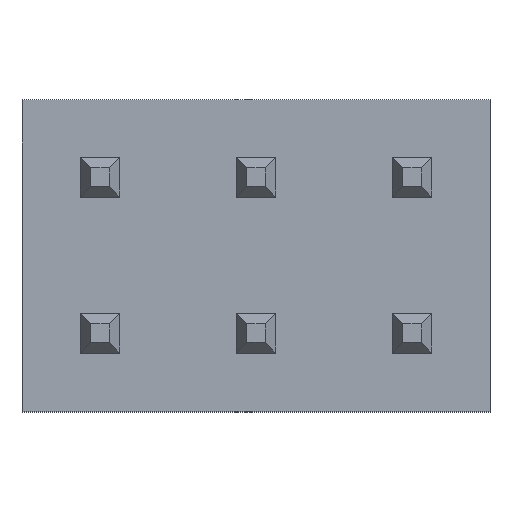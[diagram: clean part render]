
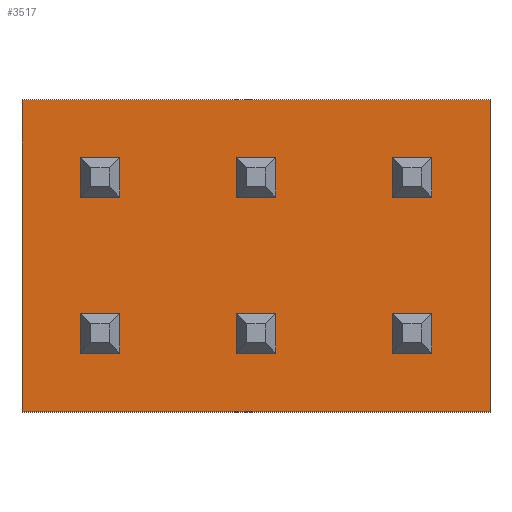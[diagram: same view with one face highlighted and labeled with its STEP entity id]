
A CAD part, top view. The second image highlights one B-rep face of the part: STEP entity #3517.
In plain terms, the highlighted planar face has unit normal (0, 0, 1).
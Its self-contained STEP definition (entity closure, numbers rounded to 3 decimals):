
#3392 = CARTESIAN_POINT ( 'NONE',  ( 6.35, 3.81, 2.54 ) ) ;
#3393 = VERTEX_POINT ( 'NONE', #3392 ) ;
#3400 = CARTESIAN_POINT ( 'NONE',  ( 6.35, -1.27, 2.54 ) ) ;
#3401 = VERTEX_POINT ( 'NONE', #3400 ) ;
#3402 = CARTESIAN_POINT ( 'NONE',  ( 6.35, -1.27, 2.54 ) ) ;
#3403 = DIRECTION ( 'NONE',  ( 0., 1., 0. ) ) ;
#3404 = VECTOR ( 'NONE', #3403, 1000. ) ;
#3405 = LINE ( 'NONE', #3402, #3404 ) ;
#3406 = EDGE_CURVE ( 'NONE', #3401, #3393, #3405, .T. ) ;
#3430 = CARTESIAN_POINT ( 'NONE',  ( -1.27, 3.81, 2.54 ) ) ;
#3431 = VERTEX_POINT ( 'NONE', #3430 ) ;
#3438 = CARTESIAN_POINT ( 'NONE',  ( -1.27, 3.81, 2.54 ) ) ;
#3439 = DIRECTION ( 'NONE',  ( -1., 0., 0. ) ) ;
#3440 = VECTOR ( 'NONE', #3439, 1000. ) ;
#3441 = LINE ( 'NONE', #3438, #3440 ) ;
#3442 = EDGE_CURVE ( 'NONE', #3393, #3431, #3441, .T. ) ;
#3461 = CARTESIAN_POINT ( 'NONE',  ( -1.27, -1.27, 2.54 ) ) ;
#3462 = VERTEX_POINT ( 'NONE', #3461 ) ;
#3469 = CARTESIAN_POINT ( 'NONE',  ( -1.27, -1.27, 2.54 ) ) ;
#3470 = DIRECTION ( 'NONE',  ( 0., -1., 0. ) ) ;
#3471 = VECTOR ( 'NONE', #3470, 1000. ) ;
#3472 = LINE ( 'NONE', #3469, #3471 ) ;
#3473 = EDGE_CURVE ( 'NONE', #3431, #3462, #3472, .T. ) ;
#3491 = CARTESIAN_POINT ( 'NONE',  ( -1.27, -1.27, 2.54 ) ) ;
#3492 = DIRECTION ( 'NONE',  ( 1., 0., 0. ) ) ;
#3493 = VECTOR ( 'NONE', #3492, 1000. ) ;
#3494 = LINE ( 'NONE', #3491, #3493 ) ;
#3495 = EDGE_CURVE ( 'NONE', #3462, #3401, #3494, .T. ) ;
#3506 = ORIENTED_EDGE ( 'NONE', *, *, #3406, .T. ) ;
#3507 = ORIENTED_EDGE ( 'NONE', *, *, #3442, .T. ) ;
#3508 = ORIENTED_EDGE ( 'NONE', *, *, #3473, .T. ) ;
#3509 = ORIENTED_EDGE ( 'NONE', *, *, #3495, .T. ) ;
#3510 = EDGE_LOOP ( 'NONE', ( #3506, #3507, #3508, #3509 ) ) ;
#3511 = FACE_OUTER_BOUND ( 'NONE', #3510, .T. ) ;
#3512 = CARTESIAN_POINT ( 'NONE',  ( 2.54, 1.27, 2.54 ) ) ;
#3513 = DIRECTION ( 'NONE',  ( 0., 0., -1. ) ) ;
#3514 = DIRECTION ( 'NONE',  ( 0., 1., 0. ) ) ;
#3515 = AXIS2_PLACEMENT_3D ( 'NONE', #3512, #3513, #3514 ) ;
#3516 = PLANE ( 'NONE', #3515 ) ;
#3517 = ADVANCED_FACE ( 'NONE', ( #3511 ), #3516, .F. ) ;
